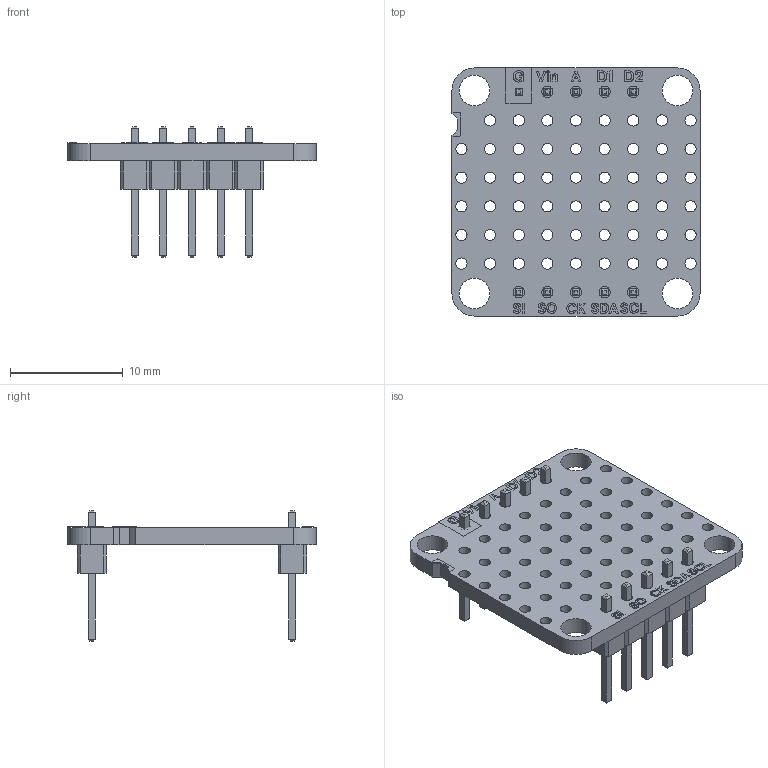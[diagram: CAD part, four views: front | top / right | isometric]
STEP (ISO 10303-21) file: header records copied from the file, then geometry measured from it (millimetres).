
FILE_DESCRIPTION(('KiCad electronic assembly'),'2;1');
FILE_NAME('STP_AX22_0002.step','2025-07-07T18:35:10',('Pcbnew'),('Kicad' ),'Open CASCADE STEP processor 7.8','KiCad to STEP converter', 'Unknown');
FILE_SCHEMA(('AUTOMOTIVE_DESIGN { 1 0 10303 214 1 1 1 1 }'));
Length unit declared in the file: millimetre
Products named in the file (4): STP_AX22_0002 1; PinHeader_1x05_P2.54mm_Vertical; AX22_EmptyModule_silkscreen; AX22_EmptyModule_PCB
Assembly tree (4 placements, depth 2):
  STP_AX22_0002 1
    PinHeader_1x05_P2.54mm_Vertical  x2
    AX22_EmptyModule_silkscreen
    AX22_EmptyModule_PCB
Bounding box: 22 x 22 x 11.54 mm (x, y, z)
Volume: 812.1 mm3; surface area: 1818.4 mm2
Topology: 3 solids, 26 shells, 352 faces, 1510 edges, 1207 vertices
Faces by surface type: plane 281, cylinder 71
Full cylindrical faces by diameter (mm): 1 x63, 2.7 x4
Entity records: 13416 total; most frequent: CARTESIAN_POINT 2470, DIRECTION 1936, ORIENTED_EDGE 1747, EDGE_CURVE 1214, VERTEX_POINT 1023, LINE 958, VECTOR 958, AXIS2_PLACEMENT_3D 489
